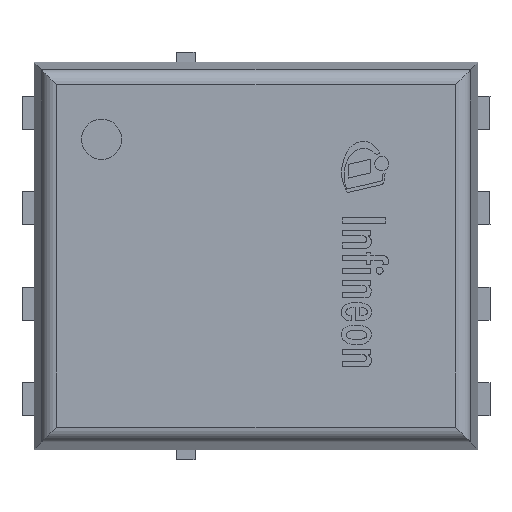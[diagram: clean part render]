
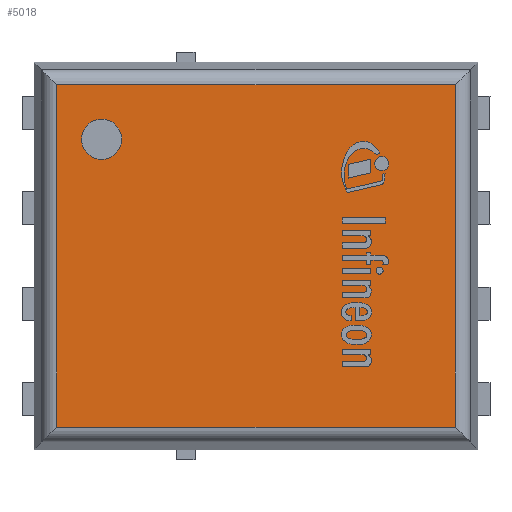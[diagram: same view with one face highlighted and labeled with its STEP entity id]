
A CAD part, top view. The second image highlights one B-rep face of the part: STEP entity #5018.
In plain terms, the highlighted planar face has unit normal (0, 0, 1).
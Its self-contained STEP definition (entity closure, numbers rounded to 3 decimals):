
#25=FACE_BOUND('',#658,.T.);
#57=CIRCLE('',#5327,0.268);
#368=FACE_OUTER_BOUND('',#657,.T.);
#657=EDGE_LOOP('',(#4114,#4115,#4116,#4117));
#658=EDGE_LOOP('',(#4118));
#1071=LINE('',#8454,#1611);
#1074=LINE('',#8464,#1614);
#1076=LINE('',#8470,#1616);
#1078=LINE('',#8474,#1618);
#1611=VECTOR('',#6200,1.);
#1614=VECTOR('',#6209,1.);
#1616=VECTOR('',#6215,1.);
#1618=VECTOR('',#6221,1.);
#2258=VERTEX_POINT('',#8447);
#2259=VERTEX_POINT('',#8452);
#2260=VERTEX_POINT('',#8453);
#2264=VERTEX_POINT('',#8463);
#2266=VERTEX_POINT('',#8469);
#2898=EDGE_CURVE('',#2258,#2258,#57,.T.);
#2899=EDGE_CURVE('',#2259,#2260,#1071,.T.);
#2904=EDGE_CURVE('',#2260,#2264,#1074,.T.);
#2907=EDGE_CURVE('',#2264,#2266,#1076,.T.);
#2910=EDGE_CURVE('',#2266,#2259,#1078,.T.);
#4114=ORIENTED_EDGE('',*,*,#2899,.F.);
#4115=ORIENTED_EDGE('',*,*,#2910,.F.);
#4116=ORIENTED_EDGE('',*,*,#2907,.F.);
#4117=ORIENTED_EDGE('',*,*,#2904,.F.);
#4118=ORIENTED_EDGE('',*,*,#2898,.T.);
#4745=PLANE('',#5339);
#5018=ADVANCED_FACE('',(#368,#25),#4745,.T.);
#5327=AXIS2_PLACEMENT_3D('',#8449,#6194,#6195);
#5339=AXIS2_PLACEMENT_3D('',#8480,#6229,#6230);
#6194=DIRECTION('center_axis',(0.,0.,-1.));
#6195=DIRECTION('ref_axis',(0.,1.,0.));
#6200=DIRECTION('',(1.,0.,0.));
#6209=DIRECTION('',(0.,-1.,0.));
#6215=DIRECTION('',(-1.,0.,0.));
#6221=DIRECTION('',(0.,1.,0.));
#6229=DIRECTION('center_axis',(0.,0.,1.));
#6230=DIRECTION('ref_axis',(1.,0.,0.));
#8447=CARTESIAN_POINT('',(-2.053,1.283,1.));
#8449=CARTESIAN_POINT('Origin',(-2.053,1.55,1.));
#8452=CARTESIAN_POINT('',(-2.65,2.275,1.));
#8453=CARTESIAN_POINT('',(2.65,2.275,1.));
#8454=CARTESIAN_POINT('',(-1.475,2.275,1.));
#8463=CARTESIAN_POINT('',(2.65,-2.275,1.));
#8464=CARTESIAN_POINT('',(2.65,1.288,1.));
#8469=CARTESIAN_POINT('',(-2.65,-2.275,1.));
#8470=CARTESIAN_POINT('',(1.475,-2.275,1.));
#8474=CARTESIAN_POINT('',(-2.65,-1.288,1.));
#8480=CARTESIAN_POINT('Origin',(0.,0.,
1.));
